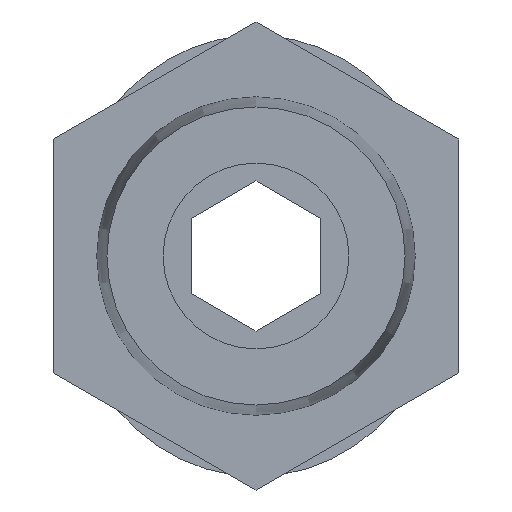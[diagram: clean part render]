
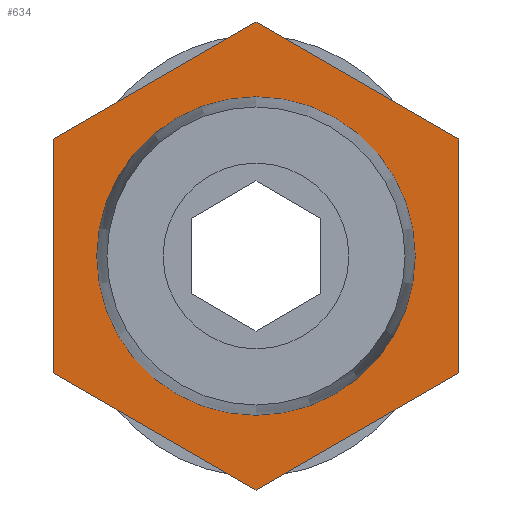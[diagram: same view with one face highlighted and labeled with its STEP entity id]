
A CAD part, front view. The second image highlights one B-rep face of the part: STEP entity #634.
In plain terms, the highlighted planar face has unit normal (0, -1, 0).
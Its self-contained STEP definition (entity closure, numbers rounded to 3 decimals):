
#36=LINE('',#848,#72);
#40=LINE('',#857,#76);
#43=LINE('',#863,#79);
#46=LINE('',#869,#82);
#49=LINE('',#875,#85);
#52=LINE('',#881,#88);
#72=VECTOR('',#722,1000.);
#76=VECTOR('',#728,1000.);
#79=VECTOR('',#733,1000.);
#82=VECTOR('',#738,1000.);
#85=VECTOR('',#743,1000.);
#88=VECTOR('',#748,1000.);
#142=ORIENTED_EDGE('',*,*,#232,.T.);
#143=ORIENTED_EDGE('',*,*,#213,.T.);
#144=ORIENTED_EDGE('',*,*,#217,.T.);
#145=ORIENTED_EDGE('',*,*,#220,.T.);
#146=ORIENTED_EDGE('',*,*,#223,.T.);
#147=ORIENTED_EDGE('',*,*,#226,.T.);
#148=ORIENTED_EDGE('',*,*,#229,.T.);
#213=EDGE_CURVE('',#264,#265,#36,.T.);
#217=EDGE_CURVE('',#265,#268,#40,.T.);
#220=EDGE_CURVE('',#268,#270,#43,.T.);
#223=EDGE_CURVE('',#270,#272,#46,.T.);
#226=EDGE_CURVE('',#272,#274,#49,.T.);
#229=EDGE_CURVE('',#274,#264,#52,.T.);
#232=EDGE_CURVE('',#277,#277,#298,.F.);
#264=VERTEX_POINT('',#849);
#265=VERTEX_POINT('',#850);
#268=VERTEX_POINT('',#858);
#270=VERTEX_POINT('',#864);
#272=VERTEX_POINT('',#870);
#274=VERTEX_POINT('',#876);
#277=VERTEX_POINT('',#888);
#298=CIRCLE('',#673,6.858);
#319=EDGE_LOOP('',(#142));
#320=EDGE_LOOP('',(#143,#144,#145,#146,#147,#148));
#365=FACE_BOUND('',#319,.T.);
#366=FACE_BOUND('',#320,.T.);
#407=PLANE('',#672);
#634=ADVANCED_FACE('',(#365,#366),#407,.T.);
#672=AXIS2_PLACEMENT_3D('',#886,#754,#755);
#673=AXIS2_PLACEMENT_3D('',#887,#756,#757);
#722=DIRECTION('',(0.,0.,-1.));
#728=DIRECTION('',(0.866,0.,-0.5));
#733=DIRECTION('',(0.866,0.,0.5));
#738=DIRECTION('',(0.,0.,1.));
#743=DIRECTION('',(-0.866,0.,0.5));
#748=DIRECTION('',(-0.866,0.,-0.5));
#754=DIRECTION('',(0.,-1.,0.));
#755=DIRECTION('',(0.,0.,-1.));
#756=DIRECTION('',(0.,-1.,0.));
#757=DIRECTION('',(0.,0.,-1.));
#848=CARTESIAN_POINT('',(-8.73,0.,5.04));
#849=CARTESIAN_POINT('',(-8.73,0.,5.04));
#850=CARTESIAN_POINT('',(-8.73,0.,-5.04));
#857=CARTESIAN_POINT('',(-8.73,0.,-5.04));
#858=CARTESIAN_POINT('',(0.,0.,-10.081));
#863=CARTESIAN_POINT('',(0.,0.,-10.081));
#864=CARTESIAN_POINT('',(8.73,0.,-5.04));
#869=CARTESIAN_POINT('',(8.73,0.,-5.04));
#870=CARTESIAN_POINT('',(8.73,0.,5.04));
#875=CARTESIAN_POINT('',(8.73,0.,5.04));
#876=CARTESIAN_POINT('',(0.,0.,10.081));
#881=CARTESIAN_POINT('',(0.,0.,10.081));
#886=CARTESIAN_POINT('',(0.,0.,0.));
#887=CARTESIAN_POINT('',(0.,0.,0.));
#888=CARTESIAN_POINT('',(0.,0.,-6.858));
